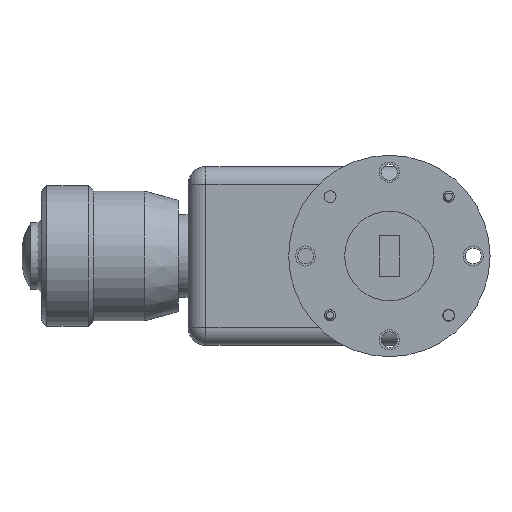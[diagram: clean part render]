
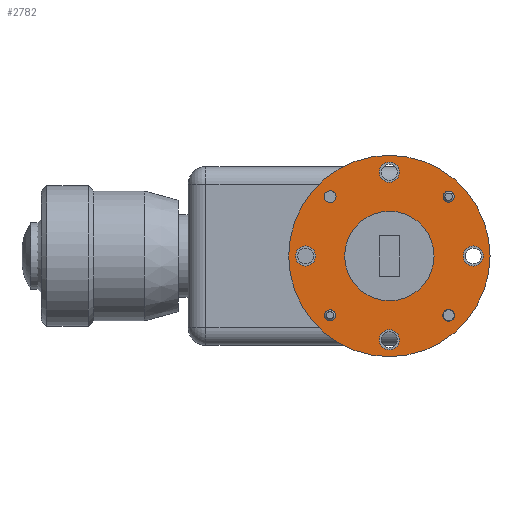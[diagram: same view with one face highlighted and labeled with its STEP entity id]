
A CAD part, left-side view. The second image highlights one B-rep face of the part: STEP entity #2782.
In plain terms, the highlighted planar face has unit normal (-1, 0, 0).
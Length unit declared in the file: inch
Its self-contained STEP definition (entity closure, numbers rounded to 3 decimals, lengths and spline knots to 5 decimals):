
#9 = DIRECTION ( 'NONE',  ( 0., 0., 1. ) ) ;
#16 = ORIENTED_EDGE ( 'NONE', *, *, #2698, .F. ) ;
#58 = VERTEX_POINT ( 'NONE', #608 ) ;
#140 = VERTEX_POINT ( 'NONE', #1437 ) ;
#170 = AXIS2_PLACEMENT_3D ( 'NONE', #1979, #1767, #9 ) ;
#201 = CIRCLE ( 'NONE', #271, 0.056 ) ;
#239 = ORIENTED_EDGE ( 'NONE', *, *, #1984, .F. ) ;
#263 = EDGE_CURVE ( 'NONE', #1911, #1911, #1441, .T. ) ;
#269 = DIRECTION ( 'NONE',  ( -1., 0., 0. ) ) ;
#271 = AXIS2_PLACEMENT_3D ( 'NONE', #1289, #2569, #3094 ) ;
#300 = DIRECTION ( 'NONE',  ( 0., 0., 1. ) ) ;
#348 = EDGE_CURVE ( 'NONE', #542, #542, #1995, .T. ) ;
#458 = DIRECTION ( 'NONE',  ( -1., 0., 0. ) ) ;
#542 = VERTEX_POINT ( 'NONE', #1870 ) ;
#547 = FACE_BOUND ( 'NONE', #3050, .T. ) ;
#573 = DIRECTION ( 'NONE',  ( -1., 0., 0. ) ) ;
#608 = CARTESIAN_POINT ( 'NONE',  ( -1.72, -0.33128, -0.29778 ) ) ;
#659 = AXIS2_PLACEMENT_3D ( 'NONE', #2863, #2338, #1797 ) ;
#693 = CARTESIAN_POINT ( 'NONE',  ( -1.72, 0.33128, 0.33128 ) ) ;
#697 = AXIS2_PLACEMENT_3D ( 'NONE', #1491, #1008, #3307 ) ;
#721 = ORIENTED_EDGE ( 'NONE', *, *, #3224, .T. ) ;
#733 = ORIENTED_EDGE ( 'NONE', *, *, #263, .F. ) ;
#749 = DIRECTION ( 'NONE',  ( 0., 0., 1. ) ) ;
#767 = AXIS2_PLACEMENT_3D ( 'NONE', #3099, #269, #749 ) ;
#834 = FACE_OUTER_BOUND ( 'NONE', #1898, .T. ) ;
#839 = DIRECTION ( 'NONE',  ( -1., 0., 0. ) ) ;
#864 = ORIENTED_EDGE ( 'NONE', *, *, #2152, .F. ) ;
#928 = ORIENTED_EDGE ( 'NONE', *, *, #2069, .F. ) ;
#953 = DIRECTION ( 'NONE',  ( -1., 0., 0. ) ) ;
#956 = CARTESIAN_POINT ( 'NONE',  ( -1.72, 0., 0.5625 ) ) ;
#970 = CIRCLE ( 'NONE', #3266, 0.0335 ) ;
#1002 = CIRCLE ( 'NONE', #2579, 0.056 ) ;
#1008 = DIRECTION ( 'NONE',  ( -1., 0., 0. ) ) ;
#1027 = AXIS2_PLACEMENT_3D ( 'NONE', #2824, #3351, #1788 ) ;
#1138 = EDGE_LOOP ( 'NONE', ( #1583 ) ) ;
#1139 = CARTESIAN_POINT ( 'NONE',  ( -1.72, 0.33128, 0.36478 ) ) ;
#1171 = EDGE_LOOP ( 'NONE', ( #928 ) ) ;
#1239 = FACE_BOUND ( 'NONE', #1138, .T. ) ;
#1246 = ORIENTED_EDGE ( 'NONE', *, *, #2427, .F. ) ;
#1275 = VERTEX_POINT ( 'NONE', #2523 ) ;
#1289 = CARTESIAN_POINT ( 'NONE',  ( -1.72, 0., 0.4685 ) ) ;
#1327 = CIRCLE ( 'NONE', #3116, 0.0335 ) ;
#1379 = ORIENTED_EDGE ( 'NONE', *, *, #3373, .F. ) ;
#1437 = CARTESIAN_POINT ( 'NONE',  ( -1.72, 0.33128, -0.30053 ) ) ;
#1441 = CIRCLE ( 'NONE', #697, 0.056 ) ;
#1491 = CARTESIAN_POINT ( 'NONE',  ( -1.72, 0.4685, 0. ) ) ;
#1500 = CARTESIAN_POINT ( 'NONE',  ( -1.72, -0.4685, 0. ) ) ;
#1524 = EDGE_LOOP ( 'NONE', ( #864 ) ) ;
#1530 = ORIENTED_EDGE ( 'NONE', *, *, #348, .F. ) ;
#1583 = ORIENTED_EDGE ( 'NONE', *, *, #2823, .F. ) ;
#1619 = CARTESIAN_POINT ( 'NONE',  ( -1.72, 0.4685, 0.056 ) ) ;
#1674 = VERTEX_POINT ( 'NONE', #1904 ) ;
#1758 = FACE_BOUND ( 'NONE', #1171, .T. ) ;
#1767 = DIRECTION ( 'NONE',  ( -1., 0., 0. ) ) ;
#1788 = DIRECTION ( 'NONE',  ( 0., 0., 1. ) ) ;
#1797 = DIRECTION ( 'NONE',  ( 0., 0., 1. ) ) ;
#1861 = CARTESIAN_POINT ( 'NONE',  ( -1.72, 0., -0.4685 ) ) ;
#1870 = CARTESIAN_POINT ( 'NONE',  ( -1.72, 0., 0.25 ) ) ;
#1876 = FACE_BOUND ( 'NONE', #2793, .T. ) ;
#1898 = EDGE_LOOP ( 'NONE', ( #721 ) ) ;
#1904 = CARTESIAN_POINT ( 'NONE',  ( -1.72, -0.33128, 0.36203 ) ) ;
#1911 = VERTEX_POINT ( 'NONE', #1619 ) ;
#1947 = DIRECTION ( 'NONE',  ( 0., 0., 1. ) ) ;
#1979 = CARTESIAN_POINT ( 'NONE',  ( -1.72, 0.33128, -0.33128 ) ) ;
#1984 = EDGE_CURVE ( 'NONE', #58, #58, #970, .T. ) ;
#1995 = CIRCLE ( 'NONE', #3353, 0.25 ) ;
#2000 = DIRECTION ( 'NONE',  ( 0., 0., 1. ) ) ;
#2061 = EDGE_LOOP ( 'NONE', ( #1530 ) ) ;
#2069 = EDGE_CURVE ( 'NONE', #3023, #3023, #1327, .T. ) ;
#2148 = VERTEX_POINT ( 'NONE', #2175 ) ;
#2152 = EDGE_CURVE ( 'NONE', #2148, #2148, #201, .T. ) ;
#2175 = CARTESIAN_POINT ( 'NONE',  ( -1.72, 0., 0.5245 ) ) ;
#2184 = DIRECTION ( 'NONE',  ( -1., 0., 0. ) ) ;
#2215 = AXIS2_PLACEMENT_3D ( 'NONE', #1861, #573, #2890 ) ;
#2285 = FACE_BOUND ( 'NONE', #2921, .T. ) ;
#2338 = DIRECTION ( 'NONE',  ( -1., 0., 0. ) ) ;
#2376 = EDGE_LOOP ( 'NONE', ( #16 ) ) ;
#2378 = CARTESIAN_POINT ( 'NONE',  ( -1.72, 0., 0. ) ) ;
#2427 = EDGE_CURVE ( 'NONE', #1674, #1674, #2867, .T. ) ;
#2457 = CIRCLE ( 'NONE', #170, 0.03075 ) ;
#2463 = FACE_BOUND ( 'NONE', #2376, .T. ) ;
#2490 = CARTESIAN_POINT ( 'NONE',  ( -1.72, -0.33128, -0.33128 ) ) ;
#2505 = FACE_BOUND ( 'NONE', #1524, .T. ) ;
#2509 = DIRECTION ( 'NONE',  ( 0., 0., 1. ) ) ;
#2523 = CARTESIAN_POINT ( 'NONE',  ( -1.72, 0., -0.4125 ) ) ;
#2538 = CIRCLE ( 'NONE', #659, 0.5625 ) ;
#2569 = DIRECTION ( 'NONE',  ( -1., 0., 0. ) ) ;
#2579 = AXIS2_PLACEMENT_3D ( 'NONE', #1500, #458, #2000 ) ;
#2587 = PLANE ( 'NONE',  #767 ) ;
#2698 = EDGE_CURVE ( 'NONE', #3230, #3230, #1002, .T. ) ;
#2782 = ADVANCED_FACE ( 'NONE', ( #2285, #3193, #1876, #2463, #1239, #2505, #1758, #547, #3234, #834 ), #2587, .T. ) ;
#2793 = EDGE_LOOP ( 'NONE', ( #733 ) ) ;
#2823 = EDGE_CURVE ( 'NONE', #1275, #1275, #3274, .T. ) ;
#2824 = CARTESIAN_POINT ( 'NONE',  ( -1.72, -0.33128, 0.33128 ) ) ;
#2863 = CARTESIAN_POINT ( 'NONE',  ( -1.72, 0., 0. ) ) ;
#2867 = CIRCLE ( 'NONE', #1027, 0.03075 ) ;
#2890 = DIRECTION ( 'NONE',  ( 0., 0., 1. ) ) ;
#2921 = EDGE_LOOP ( 'NONE', ( #1246 ) ) ;
#3023 = VERTEX_POINT ( 'NONE', #1139 ) ;
#3050 = EDGE_LOOP ( 'NONE', ( #239 ) ) ;
#3094 = DIRECTION ( 'NONE',  ( 0., 0., 1. ) ) ;
#3097 = VERTEX_POINT ( 'NONE', #956 ) ;
#3099 = CARTESIAN_POINT ( 'NONE',  ( -1.72, 0., 0. ) ) ;
#3116 = AXIS2_PLACEMENT_3D ( 'NONE', #693, #953, #2509 ) ;
#3193 = FACE_BOUND ( 'NONE', #3314, .T. ) ;
#3221 = CARTESIAN_POINT ( 'NONE',  ( -1.72, -0.4685, 0.056 ) ) ;
#3224 = EDGE_CURVE ( 'NONE', #3097, #3097, #2538, .T. ) ;
#3230 = VERTEX_POINT ( 'NONE', #3221 ) ;
#3234 = FACE_BOUND ( 'NONE', #2061, .T. ) ;
#3266 = AXIS2_PLACEMENT_3D ( 'NONE', #2490, #2184, #1947 ) ;
#3274 = CIRCLE ( 'NONE', #2215, 0.056 ) ;
#3307 = DIRECTION ( 'NONE',  ( 0., 0., 1. ) ) ;
#3314 = EDGE_LOOP ( 'NONE', ( #1379 ) ) ;
#3351 = DIRECTION ( 'NONE',  ( -1., 0., 0. ) ) ;
#3353 = AXIS2_PLACEMENT_3D ( 'NONE', #2378, #839, #300 ) ;
#3373 = EDGE_CURVE ( 'NONE', #140, #140, #2457, .T. ) ;
